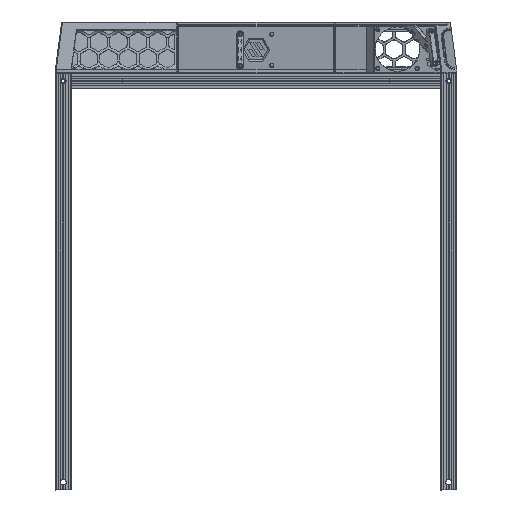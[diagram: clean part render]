
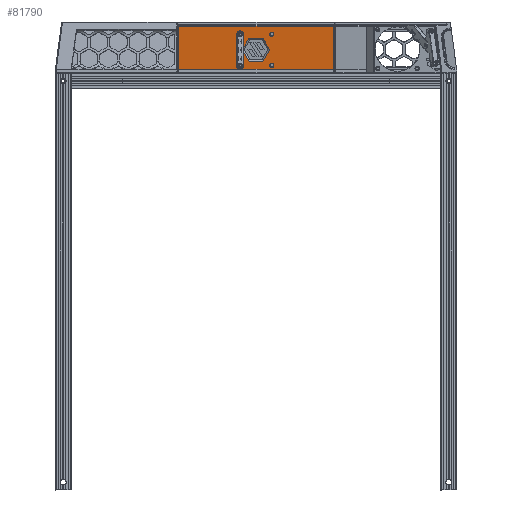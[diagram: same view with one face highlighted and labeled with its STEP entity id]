
A CAD part, front view. The second image highlights one B-rep face of the part: STEP entity #81790.
In plain terms, the highlighted planar face has unit normal (0, -0.991, -0.132).
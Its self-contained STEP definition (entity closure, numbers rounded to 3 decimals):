
#3868=FACE_BOUND($,#9834,.T.);
#3869=FACE_BOUND($,#9835,.T.);
#3870=FACE_BOUND($,#9836,.T.);
#3871=FACE_BOUND($,#9837,.T.);
#3872=FACE_BOUND($,#9838,.T.);
#3873=FACE_BOUND($,#9839,.T.);
#9834=EDGE_LOOP($,(#58369));
#9835=EDGE_LOOP($,(#58370));
#9836=EDGE_LOOP($,(#58371,#58372,#58373,#58374));
#9837=EDGE_LOOP($,(#58375,#58376,#58377,#58378,#58379,#58380,#58381,#58382,
#58383,#58384,#58385,#58386));
#9838=EDGE_LOOP($,(#58387));
#9839=EDGE_LOOP($,(#58388));
#14395=CIRCLE($,#87107,0.275);
#14396=CIRCLE($,#87108,0.275);
#14397=CIRCLE($,#87109,0.45);
#14398=CIRCLE($,#87110,0.45);
#14399=CIRCLE($,#87111,0.45);
#14400=CIRCLE($,#87112,0.45);
#14401=CIRCLE($,#87113,0.45);
#14402=CIRCLE($,#87114,0.45);
#14403=CIRCLE($,#87115,0.275);
#14404=CIRCLE($,#87116,0.275);
#18868=LINE($,#124523,#26678);
#18880=LINE($,#124564,#26690);
#18881=LINE($,#124572,#26691);
#18882=LINE($,#124573,#26692);
#18883=LINE($,#124576,#26693);
#18884=LINE($,#124580,#26694);
#18885=LINE($,#124584,#26695);
#18886=LINE($,#124588,#26696);
#18887=LINE($,#124592,#26697);
#18888=LINE($,#124596,#26698);
#26678=VECTOR($,#98797,5.529);
#26690=VECTOR($,#98843,19.7);
#26691=VECTOR($,#98852,19.7);
#26692=VECTOR($,#98853,5.529);
#26693=VECTOR($,#98854,1.212);
#26694=VECTOR($,#98857,1.212);
#26695=VECTOR($,#98860,1.212);
#26696=VECTOR($,#98863,1.212);
#26697=VECTOR($,#98866,1.212);
#26698=VECTOR($,#98869,1.212);
#34388=VERTEX_POINT($,#124517);
#34390=VERTEX_POINT($,#124521);
#34402=VERTEX_POINT($,#124563);
#34403=VERTEX_POINT($,#124567);
#34404=VERTEX_POINT($,#124569);
#34405=VERTEX_POINT($,#124571);
#34406=VERTEX_POINT($,#124574);
#34407=VERTEX_POINT($,#124575);
#34408=VERTEX_POINT($,#124577);
#34409=VERTEX_POINT($,#124579);
#34410=VERTEX_POINT($,#124581);
#34411=VERTEX_POINT($,#124583);
#34412=VERTEX_POINT($,#124585);
#34413=VERTEX_POINT($,#124587);
#34414=VERTEX_POINT($,#124589);
#34415=VERTEX_POINT($,#124591);
#34416=VERTEX_POINT($,#124593);
#34417=VERTEX_POINT($,#124595);
#34418=VERTEX_POINT($,#124598);
#34419=VERTEX_POINT($,#124600);
#43321=EDGE_CURVE($,#34390,#34388,#18868,.T.);
#43341=EDGE_CURVE($,#34388,#34402,#18880,.T.);
#43343=EDGE_CURVE($,#34403,#34403,#14395,.T.);
#43344=EDGE_CURVE($,#34404,#34404,#14396,.T.);
#43345=EDGE_CURVE($,#34405,#34390,#18881,.T.);
#43346=EDGE_CURVE($,#34402,#34405,#18882,.T.);
#43347=EDGE_CURVE($,#34406,#34407,#18883,.T.);
#43348=EDGE_CURVE($,#34408,#34406,#14397,.T.);
#43349=EDGE_CURVE($,#34409,#34408,#18884,.T.);
#43350=EDGE_CURVE($,#34410,#34409,#14398,.T.);
#43351=EDGE_CURVE($,#34411,#34410,#18885,.T.);
#43352=EDGE_CURVE($,#34412,#34411,#14399,.T.);
#43353=EDGE_CURVE($,#34413,#34412,#18886,.T.);
#43354=EDGE_CURVE($,#34414,#34413,#14400,.T.);
#43355=EDGE_CURVE($,#34415,#34414,#18887,.T.);
#43356=EDGE_CURVE($,#34416,#34415,#14401,.T.);
#43357=EDGE_CURVE($,#34417,#34416,#18888,.T.);
#43358=EDGE_CURVE($,#34407,#34417,#14402,.T.);
#43359=EDGE_CURVE($,#34418,#34418,#14403,.T.);
#43360=EDGE_CURVE($,#34419,#34419,#14404,.T.);
#58369=ORIENTED_EDGE($,*,*,#43343,.F.);
#58370=ORIENTED_EDGE($,*,*,#43344,.F.);
#58371=ORIENTED_EDGE($,*,*,#43321,.F.);
#58372=ORIENTED_EDGE($,*,*,#43345,.F.);
#58373=ORIENTED_EDGE($,*,*,#43346,.F.);
#58374=ORIENTED_EDGE($,*,*,#43341,.F.);
#58375=ORIENTED_EDGE($,*,*,#43347,.F.);
#58376=ORIENTED_EDGE($,*,*,#43348,.F.);
#58377=ORIENTED_EDGE($,*,*,#43349,.F.);
#58378=ORIENTED_EDGE($,*,*,#43350,.F.);
#58379=ORIENTED_EDGE($,*,*,#43351,.F.);
#58380=ORIENTED_EDGE($,*,*,#43352,.F.);
#58381=ORIENTED_EDGE($,*,*,#43353,.F.);
#58382=ORIENTED_EDGE($,*,*,#43354,.F.);
#58383=ORIENTED_EDGE($,*,*,#43355,.F.);
#58384=ORIENTED_EDGE($,*,*,#43356,.F.);
#58385=ORIENTED_EDGE($,*,*,#43357,.F.);
#58386=ORIENTED_EDGE($,*,*,#43358,.F.);
#58387=ORIENTED_EDGE($,*,*,#43359,.F.);
#58388=ORIENTED_EDGE($,*,*,#43360,.F.);
#79047=PLANE($,#87106);
#81790=ADVANCED_FACE($,(#3868,#3869,#3870,#3871,#3872,#3873),#79047,.T.);
#87106=AXIS2_PLACEMENT_3D($,#124566,#98846,#98847);
#87107=AXIS2_PLACEMENT_3D($,#124568,#98848,#98849);
#87108=AXIS2_PLACEMENT_3D($,#124570,#98850,#98851);
#87109=AXIS2_PLACEMENT_3D($,#124578,#98855,#98856);
#87110=AXIS2_PLACEMENT_3D($,#124582,#98858,#98859);
#87111=AXIS2_PLACEMENT_3D($,#124586,#98861,#98862);
#87112=AXIS2_PLACEMENT_3D($,#124590,#98864,#98865);
#87113=AXIS2_PLACEMENT_3D($,#124594,#98867,#98868);
#87114=AXIS2_PLACEMENT_3D($,#124597,#98870,#98871);
#87115=AXIS2_PLACEMENT_3D($,#124599,#98872,#98873);
#87116=AXIS2_PLACEMENT_3D($,#124601,#98874,#98875);
#98797=DIRECTION($,(0.,-0.132,0.991));
#98843=DIRECTION($,(1.,0.,0.));
#98846=DIRECTION('center_axis',(0.,-0.991,
-0.132));
#98847=DIRECTION('ref_axis',(0.,0.132,-0.991));
#98848=DIRECTION('center_axis',(0.,-0.991,
-0.132));
#98849=DIRECTION('ref_axis',(-1.,0.,0.));
#98850=DIRECTION('center_axis',(0.,-0.991,
-0.132));
#98851=DIRECTION('ref_axis',(-1.,0.,0.));
#98852=DIRECTION($,(-1.,0.,0.));
#98853=DIRECTION($,(0.,0.132,-0.991));
#98854=DIRECTION($,(-0.5,0.114,-0.858));
#98855=DIRECTION('center_axis',(0.,-0.991,
-0.132));
#98856=DIRECTION('ref_axis',(-0.5,-0.114,0.858));
#98857=DIRECTION($,(-1.,0.,0.));
#98858=DIRECTION('center_axis',(0.,-0.991,
-0.132));
#98859=DIRECTION('ref_axis',(0.5,-0.114,0.858));
#98860=DIRECTION($,(-0.5,-0.114,0.858));
#98861=DIRECTION('center_axis',(0.,-0.991,
-0.132));
#98862=DIRECTION('ref_axis',(1.,0.,0.));
#98863=DIRECTION($,(0.5,-0.114,0.858));
#98864=DIRECTION('center_axis',(0.,-0.991,
-0.132));
#98865=DIRECTION('ref_axis',(0.5,0.114,-0.858));
#98866=DIRECTION($,(1.,0.,0.));
#98867=DIRECTION('center_axis',(0.,-0.991,
-0.132));
#98868=DIRECTION('ref_axis',(-0.5,0.114,-0.858));
#98869=DIRECTION($,(0.5,0.114,-0.858));
#98870=DIRECTION('center_axis',(0.,-0.991,
-0.132));
#98871=DIRECTION('ref_axis',(-1.,0.,0.));
#98872=DIRECTION('center_axis',(0.,-0.991,
-0.132));
#98873=DIRECTION('ref_axis',(-1.,0.,0.));
#98874=DIRECTION('center_axis',(0.,-0.991,
-0.132));
#98875=DIRECTION('ref_axis',(-1.,0.,0.));
#124517=CARTESIAN_POINT('',(2.848,34.568,43.177));
#124521=CARTESIAN_POINT('',(2.848,35.299,37.697));
#124523=CARTESIAN_POINT($,(2.848,35.117,39.066));
#124563=CARTESIAN_POINT('',(22.548,34.568,43.177));
#124564=CARTESIAN_POINT($,(2.698,34.568,43.177));
#124566=CARTESIAN_POINT('Origin',(2.698,34.553,43.29));
#124567=CARTESIAN_POINT('',(14.973,34.707,42.142));
#124568=CARTESIAN_POINT('Origin',(14.698,34.707,42.142));
#124569=CARTESIAN_POINT('',(10.973,35.235,38.177));
#124570=CARTESIAN_POINT('Origin',(10.698,35.235,38.177));
#124571=CARTESIAN_POINT('',(22.548,35.299,37.697));
#124572=CARTESIAN_POINT($,(2.698,35.299,37.697));
#124573=CARTESIAN_POINT($,(22.548,34.554,43.283));
#124574=CARTESIAN_POINT('',(11.702,34.804,41.412));
#124575=CARTESIAN_POINT('',(11.096,34.943,40.371));
#124576=CARTESIAN_POINT($,(10.835,35.002,39.924));
#124577=CARTESIAN_POINT('',(12.092,34.774,41.635));
#124578=CARTESIAN_POINT('Origin',(12.092,34.833,41.189));
#124579=CARTESIAN_POINT('',(13.304,34.774,41.635));
#124580=CARTESIAN_POINT($,(7.698,34.774,41.635));
#124581=CARTESIAN_POINT('',(13.694,34.804,41.412));
#124582=CARTESIAN_POINT('Origin',(13.304,34.833,41.189));
#124583=CARTESIAN_POINT('',(14.3,34.943,40.371));
#124584=CARTESIAN_POINT($,(12.061,34.43,44.216));
#124585=CARTESIAN_POINT('',(14.3,35.002,39.925));
#124586=CARTESIAN_POINT('Origin',(13.91,34.972,40.148));
#124587=CARTESIAN_POINT('',(13.694,35.141,38.885));
#124588=CARTESIAN_POINT($,(13.433,35.2,38.437));
#124589=CARTESIAN_POINT('',(13.304,35.171,38.662));
#124590=CARTESIAN_POINT('Origin',(13.304,35.111,39.108));
#124591=CARTESIAN_POINT('',(12.092,35.171,38.662));
#124592=CARTESIAN_POINT($,(7.698,35.171,38.662));
#124593=CARTESIAN_POINT('',(11.702,35.141,38.885));
#124594=CARTESIAN_POINT('Origin',(12.092,35.111,39.108));
#124595=CARTESIAN_POINT('',(11.096,35.002,39.925));
#124596=CARTESIAN_POINT($,(9.463,34.628,42.729));
#124597=CARTESIAN_POINT('Origin',(11.485,34.972,40.148));
#124598=CARTESIAN_POINT('',(10.973,34.707,42.142));
#124599=CARTESIAN_POINT('Origin',(10.698,34.707,42.142));
#124600=CARTESIAN_POINT('',(14.973,35.235,38.177));
#124601=CARTESIAN_POINT('Origin',(14.698,35.235,38.177));
